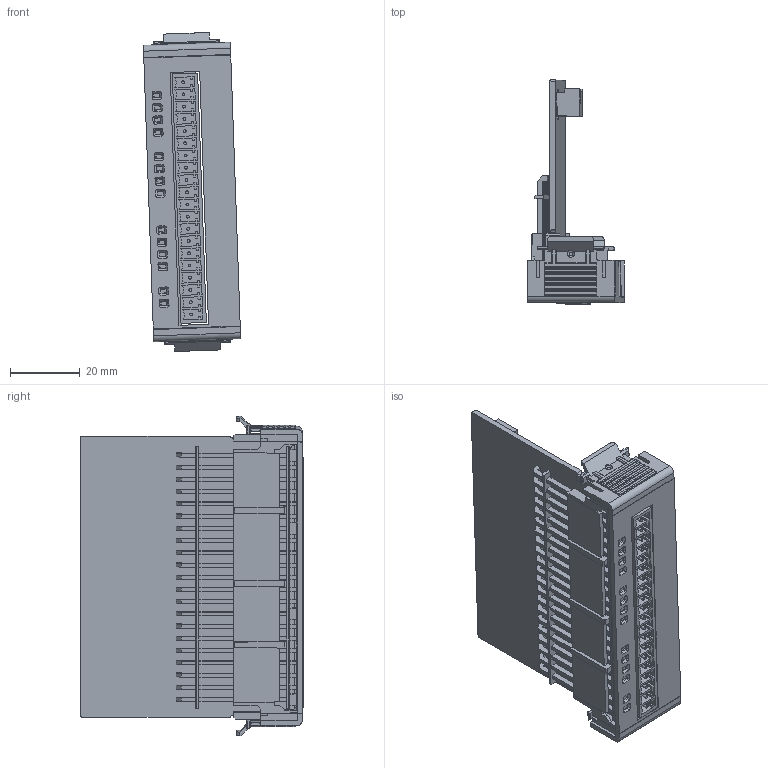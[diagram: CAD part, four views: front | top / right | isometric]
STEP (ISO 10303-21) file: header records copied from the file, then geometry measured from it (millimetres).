
FILE_DESCRIPTION (( 'STEP AP214' ), '1' );
FILE_NAME ('C2-14D1.STEP', '2020-06-24T15:59:24', ( '' ), ( '' ), 'SwSTEP 2.0', 'SolidWorks 2019', '' );
FILE_SCHEMA (( 'AUTOMOTIVE_DESIGN' ));
Length unit declared in the file: inch
Products named in the file (1): C2-14D1
Bounding box: 27.73 x 64 x 91.3 mm (x, y, z)
Volume: 18827.7 mm3; surface area: 34658.2 mm2
Topology: 7 solids, 7 shells, 2608 faces, 7180 edges, 4732 vertices
Faces by surface type: plane 2196, cylinder 256, cone 142, bspline 12, torus 2
Full cylindrical faces by diameter (mm): 0.6 x2, 0.8 x40, 1.2 x20
Entity records: 115904 total; most frequent: CARTESIAN_POINT 15344, ORIENTED_EDGE 14178, DIRECTION 12843, EDGE_CURVE 7089, LINE 6291, VECTOR 6291, VERTEX_POINT 4707, AXIS2_PLACEMENT_3D 3276
